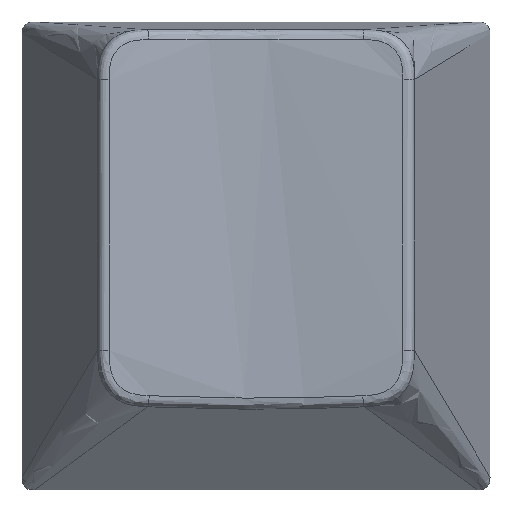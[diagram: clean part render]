
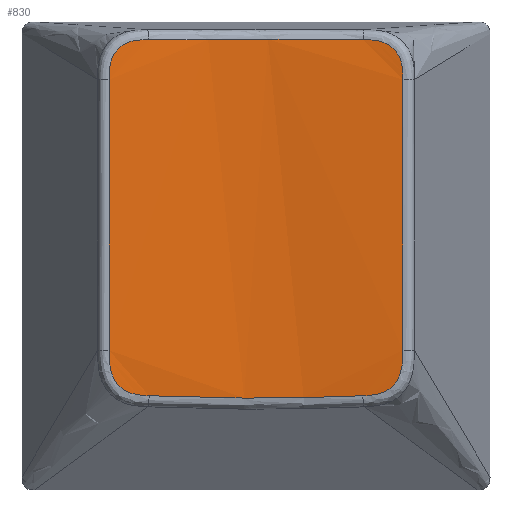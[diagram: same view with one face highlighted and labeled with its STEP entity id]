
A CAD part, top view. The second image highlights one B-rep face of the part: STEP entity #830.
In plain terms, the highlighted free-form (B-spline) face has degree [2, 1] with [9, 2] control points.
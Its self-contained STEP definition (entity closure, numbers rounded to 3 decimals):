
#830 = ADVANCED_FACE('',(#831),#931,.F.);
#831 = FACE_BOUND('',#832,.F.);
#832 = EDGE_LOOP('',(#833,#851,#858,#874,#884,#900,#907,#923));
#833 = ORIENTED_EDGE('',*,*,#834,.T.);
#834 = EDGE_CURVE('',#835,#837,#839,.T.);
#835 = VERTEX_POINT('',#836);
#836 = CARTESIAN_POINT('',(-4.134,-5.426,9.558));
#837 = VERTEX_POINT('',#838);
#838 = CARTESIAN_POINT('',(-5.681,-3.668,9.789));
#839 = B_SPLINE_CURVE_WITH_KNOTS('',3,(#840,#841,#842,#843,#844,#845,
    #846,#847,#848,#849,#850),.UNSPECIFIED.,.F.,.F.,(4,1,1,1,1,1,1,1,4),
  (0.097,0.478,0.822,1.134,1.434,
    1.742,2.075,2.444,2.853),.UNSPECIFIED.);
#840 = CARTESIAN_POINT('',(-4.134,-5.426,9.558));
#841 = CARTESIAN_POINT('',(-4.258,-5.42,9.573));
#842 = CARTESIAN_POINT('',(-4.495,-5.407,9.604));
#843 = CARTESIAN_POINT('',(-4.827,-5.34,9.651));
#844 = CARTESIAN_POINT('',(-5.113,-5.209,9.695));
#845 = CARTESIAN_POINT('',(-5.346,-5.012,9.732));
#846 = CARTESIAN_POINT('',(-5.518,-4.751,9.761));
#847 = CARTESIAN_POINT('',(-5.628,-4.432,9.779));
#848 = CARTESIAN_POINT('',(-5.678,-4.064,9.788));
#849 = CARTESIAN_POINT('',(-5.681,-3.804,9.789));
#850 = CARTESIAN_POINT('',(-5.681,-3.668,9.789));
#851 = ORIENTED_EDGE('',*,*,#852,.F.);
#852 = EDGE_CURVE('',#853,#837,#855,.T.);
#853 = VERTEX_POINT('',#854);
#854 = CARTESIAN_POINT('',(-5.681,6.805,9.789));
#855 = B_SPLINE_CURVE_WITH_KNOTS('',1,(#856,#857),.UNSPECIFIED.,.F.,.F.,
  (2,2),(-0.063,10.41),.PIECEWISE_BEZIER_KNOTS.);
#856 = CARTESIAN_POINT('',(-5.681,6.805,9.789));
#857 = CARTESIAN_POINT('',(-5.681,-3.668,9.789));
#858 = ORIENTED_EDGE('',*,*,#859,.T.);
#859 = EDGE_CURVE('',#853,#860,#862,.T.);
#860 = VERTEX_POINT('',#861);
#861 = CARTESIAN_POINT('',(-4.152,8.348,9.56));
#862 = B_SPLINE_CURVE_WITH_KNOTS('',3,(#863,#864,#865,#866,#867,#868,
    #869,#870,#871,#872,#873),.UNSPECIFIED.,.F.,.F.,(4,1,1,1,1,1,1,1,4),
  (0.063,0.419,0.738,1.035,1.325,
    1.619,1.926,2.259,2.63),.UNSPECIFIED.);
#863 = CARTESIAN_POINT('',(-5.681,6.805,9.789));
#864 = CARTESIAN_POINT('',(-5.681,6.924,9.789));
#865 = CARTESIAN_POINT('',(-5.679,7.149,9.788));
#866 = CARTESIAN_POINT('',(-5.631,7.471,9.78));
#867 = CARTESIAN_POINT('',(-5.521,7.753,9.761));
#868 = CARTESIAN_POINT('',(-5.347,7.99,9.732));
#869 = CARTESIAN_POINT('',(-5.114,8.171,9.695));
#870 = CARTESIAN_POINT('',(-4.83,8.289,9.652));
#871 = CARTESIAN_POINT('',(-4.503,8.344,9.606));
#872 = CARTESIAN_POINT('',(-4.273,8.347,9.575));
#873 = CARTESIAN_POINT('',(-4.152,8.348,9.56));
#874 = ORIENTED_EDGE('',*,*,#875,.F.);
#875 = EDGE_CURVE('',#876,#860,#878,.T.);
#876 = VERTEX_POINT('',#877);
#877 = CARTESIAN_POINT('',(4.151,8.348,9.56));
#878 = B_SPLINE_CURVE_WITH_KNOTS('',3,(#879,#880,#881,#882,#883),
  .UNSPECIFIED.,.F.,.F.,(4,1,4),(-0.121,4.088,8.298),
  .UNSPECIFIED.);
#879 = CARTESIAN_POINT('',(4.151,8.348,9.56));
#880 = CARTESIAN_POINT('',(2.775,8.354,9.387));
#881 = CARTESIAN_POINT('',(0.,8.36,9.213));
#882 = CARTESIAN_POINT('',(-2.775,8.354,9.387));
#883 = CARTESIAN_POINT('',(-4.152,8.348,9.56));
#884 = ORIENTED_EDGE('',*,*,#885,.T.);
#885 = EDGE_CURVE('',#876,#886,#888,.T.);
#886 = VERTEX_POINT('',#887);
#887 = CARTESIAN_POINT('',(5.681,6.805,9.789));
#888 = B_SPLINE_CURVE_WITH_KNOTS('',3,(#889,#890,#891,#892,#893,#894,
    #895,#896,#897,#898,#899),.UNSPECIFIED.,.F.,.F.,(4,1,1,1,1,1,1,1,4),
  (0.121,0.492,0.825,1.132,1.426,
    1.716,2.013,2.332,2.688),.UNSPECIFIED.);
#889 = CARTESIAN_POINT('',(4.151,8.348,9.56));
#890 = CARTESIAN_POINT('',(4.273,8.347,9.575));
#891 = CARTESIAN_POINT('',(4.503,8.344,9.606));
#892 = CARTESIAN_POINT('',(4.83,8.289,9.652));
#893 = CARTESIAN_POINT('',(5.113,8.171,9.695));
#894 = CARTESIAN_POINT('',(5.346,7.99,9.732));
#895 = CARTESIAN_POINT('',(5.52,7.753,9.761));
#896 = CARTESIAN_POINT('',(5.63,7.471,9.78));
#897 = CARTESIAN_POINT('',(5.679,7.149,9.788));
#898 = CARTESIAN_POINT('',(5.681,6.924,9.789));
#899 = CARTESIAN_POINT('',(5.681,6.805,9.789));
#900 = ORIENTED_EDGE('',*,*,#901,.F.);
#901 = EDGE_CURVE('',#902,#886,#904,.T.);
#902 = VERTEX_POINT('',#903);
#903 = CARTESIAN_POINT('',(5.681,-3.668,9.789));
#904 = B_SPLINE_CURVE_WITH_KNOTS('',1,(#905,#906),.UNSPECIFIED.,.F.,.F.,
  (2,2),(-0.173,10.301),.PIECEWISE_BEZIER_KNOTS.);
#905 = CARTESIAN_POINT('',(5.681,-3.668,9.789));
#906 = CARTESIAN_POINT('',(5.681,6.805,9.789));
#907 = ORIENTED_EDGE('',*,*,#908,.T.);
#908 = EDGE_CURVE('',#902,#909,#911,.T.);
#909 = VERTEX_POINT('',#910);
#910 = CARTESIAN_POINT('',(4.133,-5.426,9.558));
#911 = B_SPLINE_CURVE_WITH_KNOTS('',3,(#912,#913,#914,#915,#916,#917,
    #918,#919,#920,#921,#922),.UNSPECIFIED.,.F.,.F.,(4,1,1,1,1,1,1,1,4),
  (0.173,0.582,0.951,1.284,1.592,1.892,
    2.204,2.548,2.929),.UNSPECIFIED.);
#912 = CARTESIAN_POINT('',(5.681,-3.668,9.789));
#913 = CARTESIAN_POINT('',(5.681,-3.804,9.789));
#914 = CARTESIAN_POINT('',(5.677,-4.064,9.788));
#915 = CARTESIAN_POINT('',(5.628,-4.432,9.779));
#916 = CARTESIAN_POINT('',(5.518,-4.751,9.761));
#917 = CARTESIAN_POINT('',(5.345,-5.012,9.732));
#918 = CARTESIAN_POINT('',(5.113,-5.209,9.695));
#919 = CARTESIAN_POINT('',(4.827,-5.34,9.651));
#920 = CARTESIAN_POINT('',(4.494,-5.407,9.604));
#921 = CARTESIAN_POINT('',(4.258,-5.42,9.573));
#922 = CARTESIAN_POINT('',(4.133,-5.426,9.558));
#923 = ORIENTED_EDGE('',*,*,#924,.F.);
#924 = EDGE_CURVE('',#835,#909,#925,.T.);
#925 = B_SPLINE_CURVE_WITH_KNOTS('',3,(#926,#927,#928,#929,#930),
  .UNSPECIFIED.,.F.,.F.,(4,1,4),(-0.096,4.105,8.307)
  ,.UNSPECIFIED.);
#926 = CARTESIAN_POINT('',(-4.134,-5.426,9.558));
#927 = CARTESIAN_POINT('',(-2.764,-5.485,9.386));
#928 = CARTESIAN_POINT('',(0.,-5.545,9.214)
  );
#929 = CARTESIAN_POINT('',(2.763,-5.485,9.386));
#930 = CARTESIAN_POINT('',(4.133,-5.426,9.558));
#931 = ( BOUNDED_SURFACE() B_SPLINE_SURFACE(2,1,(
    (#932,#933)
    ,(#934,#935)
    ,(#936,#937)
    ,(#938,#939)
    ,(#940,#941)
    ,(#942,#943)
    ,(#944,#945)
    ,(#946,#947)
,(#948,#949
    )),.UNSPECIFIED.,.T.,.F.,.F.) B_SPLINE_SURFACE_WITH_KNOTS((1,2,2,2,2
    ,2,1),(2,2),(-261.346,-209.077,-156.807,
    -104.538,-52.269,0.,52.269),(0.,202.813),
.UNSPECIFIED.) GEOMETRIC_REPRESENTATION_ITEM() RATIONAL_B_SPLINE_SURFACE
((
    (1.,1.)
    ,(0.707,0.707)
    ,(1.,1.)
    ,(0.707,0.707)
    ,(1.,1.)
    ,(0.707,0.707)
    ,(1.,1.)
    ,(0.707,0.707)
,(1.,1.))) REPRESENTATION_ITEM('') SURFACE() );
#932 = CARTESIAN_POINT('',(18.88,-123.97,15.175));
#933 = CARTESIAN_POINT('',(18.88,78.843,15.175));
#934 = CARTESIAN_POINT('',(-8.521,-123.97,-3.705));
#935 = CARTESIAN_POINT('',(-8.521,78.843,-3.705));
#936 = CARTESIAN_POINT('',(-27.401,-123.97,23.695));
#937 = CARTESIAN_POINT('',(-27.401,78.843,23.695));
#938 = CARTESIAN_POINT('',(-46.281,-123.97,51.096));
#939 = CARTESIAN_POINT('',(-46.281,78.843,51.096));
#940 = CARTESIAN_POINT('',(-18.88,-123.97,69.976));
#941 = CARTESIAN_POINT('',(-18.88,78.843,69.976));
#942 = CARTESIAN_POINT('',(8.52,-123.97,88.857));
#943 = CARTESIAN_POINT('',(8.52,78.843,88.857));
#944 = CARTESIAN_POINT('',(27.401,-123.97,61.456));
#945 = CARTESIAN_POINT('',(27.401,78.843,61.456));
#946 = CARTESIAN_POINT('',(46.281,-123.97,34.055));
#947 = CARTESIAN_POINT('',(46.281,78.843,34.055));
#948 = CARTESIAN_POINT('',(18.88,-123.97,15.175));
#949 = CARTESIAN_POINT('',(18.88,78.843,15.175));
